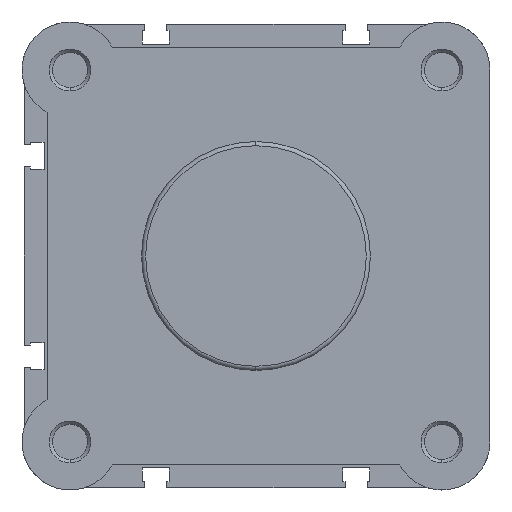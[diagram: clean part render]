
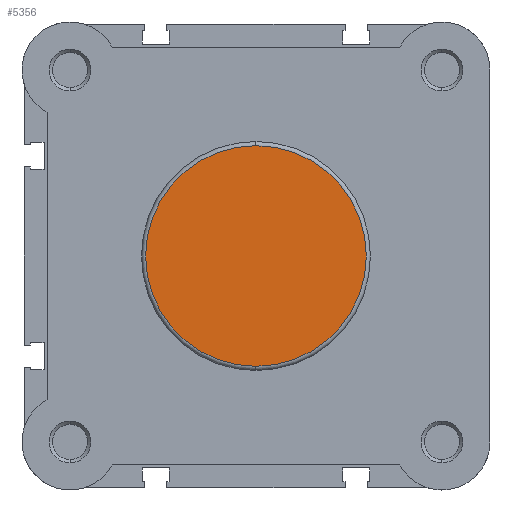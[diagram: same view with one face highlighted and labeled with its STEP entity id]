
A CAD part, left-side view. The second image highlights one B-rep face of the part: STEP entity #5356.
In plain terms, the highlighted planar face has unit normal (-1, 0, 0).
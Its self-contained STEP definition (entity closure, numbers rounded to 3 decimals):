
#60 = CARTESIAN_POINT ( 'NONE',  ( 0., 0., -26.4 ) ) ;
#61 = CARTESIAN_POINT ( 'NONE',  ( 0., 0., 26.4 ) ) ;
#261 = CARTESIAN_POINT ( 'NONE',  ( 0., 0., 0. ) ) ;
#268 = DIRECTION ( 'NONE',  ( -1., 0., 0. ) ) ;
#269 = DIRECTION ( 'NONE',  ( 0., 0., -1. ) ) ;
#1007 = CARTESIAN_POINT ( 'NONE',  ( 0., 0., 0. ) ) ;
#1014 = DIRECTION ( 'NONE',  ( -1., 0., 0. ) ) ;
#1015 = DIRECTION ( 'NONE',  ( 0., 0., -1. ) ) ;
#1243 = ORIENTED_EDGE ( 'NONE', *, *, #4396, .T. ) ;
#1250 = ORIENTED_EDGE ( 'NONE', *, *, #4705, .T. ) ;
#1939 = EDGE_LOOP ( 'NONE', ( #1250, #1243 ) ) ;
#2300 = VERTEX_POINT ( 'NONE', #60 ) ;
#2301 = VERTEX_POINT ( 'NONE', #61 ) ;
#3022 = PLANE ( 'NONE',  #5088 ) ;
#3025 = CARTESIAN_POINT ( 'NONE',  ( 0., 27.4, 0. ) ) ;
#3031 = DIRECTION ( 'NONE',  ( 1., 0., 0. ) ) ;
#3032 = DIRECTION ( 'NONE',  ( 0., 0., -1. ) ) ;
#3952 = FACE_OUTER_BOUND ( 'NONE', #1939, .T. ) ;
#4396 = EDGE_CURVE ( 'NONE', #2301, #2300, #6028, .T. ) ;
#4705 = EDGE_CURVE ( 'NONE', #2300, #2301, #6552, .T. ) ;
#4881 = AXIS2_PLACEMENT_3D ( 'NONE', #261, #268, #269 ) ;
#4952 = AXIS2_PLACEMENT_3D ( 'NONE', #1007, #1014, #1015 ) ;
#5088 = AXIS2_PLACEMENT_3D ( 'NONE', #3025, #3031, #3032 ) ;
#5356 = ADVANCED_FACE ( 'NONE', ( #3952 ), #3022, .F. ) ;
#6028 = CIRCLE ( 'NONE', #4881, 26.4 ) ;
#6552 = CIRCLE ( 'NONE', #4952, 26.4 ) ;
